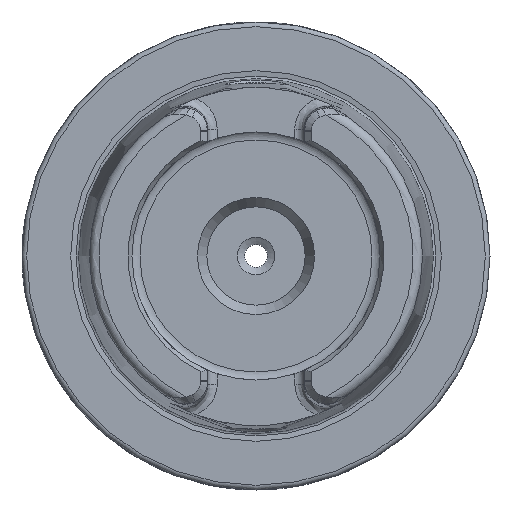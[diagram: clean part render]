
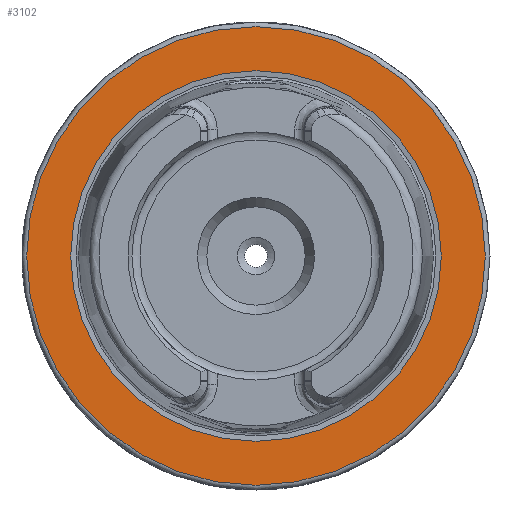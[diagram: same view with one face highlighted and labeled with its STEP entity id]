
A CAD part, left-side view. The second image highlights one B-rep face of the part: STEP entity #3102.
In plain terms, the highlighted planar face has unit normal (-1, 0, 0).
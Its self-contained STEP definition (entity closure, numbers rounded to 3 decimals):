
#101=FACE_BOUND('',#686,.T.);
#287=PLANE('',#3397);
#503=FACE_OUTER_BOUND('',#685,.T.);
#685=EDGE_LOOP('',(#2891,#2892));
#686=EDGE_LOOP('',(#2893,#2894));
#1166=CIRCLE('',#3395,39.587);
#1167=CIRCLE('',#3396,39.587);
#1168=CIRCLE('',#3398,49.);
#1169=CIRCLE('',#3399,49.);
#1487=VERTEX_POINT('',#8503);
#1488=VERTEX_POINT('',#8505);
#1489=VERTEX_POINT('',#8509);
#1490=VERTEX_POINT('',#8510);
#1959=EDGE_CURVE('',#1488,#1487,#1166,.T.);
#1960=EDGE_CURVE('',#1487,#1488,#1167,.T.);
#1961=EDGE_CURVE('',#1489,#1490,#1168,.T.);
#1962=EDGE_CURVE('',#1490,#1489,#1169,.T.);
#2891=ORIENTED_EDGE('',*,*,#1961,.F.);
#2892=ORIENTED_EDGE('',*,*,#1962,.F.);
#2893=ORIENTED_EDGE('',*,*,#1959,.T.);
#2894=ORIENTED_EDGE('',*,*,#1960,.T.);
#3102=ADVANCED_FACE('',(#503,#101),#287,.T.);
#3395=AXIS2_PLACEMENT_3D('',#8506,#4109,#4110);
#3396=AXIS2_PLACEMENT_3D('',#8507,#4111,#4112);
#3397=AXIS2_PLACEMENT_3D('',#8508,#4113,#4114);
#3398=AXIS2_PLACEMENT_3D('',#8511,#4115,#4116);
#3399=AXIS2_PLACEMENT_3D('',#8512,#4117,#4118);
#4109=DIRECTION('center_axis',(1.,0.,0.));
#4110=DIRECTION('ref_axis',(0.,0.,-1.));
#4111=DIRECTION('center_axis',(1.,0.,0.));
#4112=DIRECTION('ref_axis',(0.,0.,-1.));
#4113=DIRECTION('center_axis',(-1.,0.,0.));
#4114=DIRECTION('ref_axis',(0.,0.,1.));
#4115=DIRECTION('center_axis',(1.,0.,0.));
#4116=DIRECTION('ref_axis',(0.,0.,-1.));
#4117=DIRECTION('center_axis',(1.,0.,0.));
#4118=DIRECTION('ref_axis',(0.,0.,-1.));
#8503=CARTESIAN_POINT('',(0.,-39.587,0.));
#8505=CARTESIAN_POINT('',(0.,39.587,0.));
#8506=CARTESIAN_POINT('Origin',(0.,0.,0.));
#8507=CARTESIAN_POINT('Origin',(0.,0.,0.));
#8508=CARTESIAN_POINT('Origin',(0.,49.,
0.));
#8509=CARTESIAN_POINT('',(0.,49.,0.));
#8510=CARTESIAN_POINT('',(0.,0.,49.));
#8511=CARTESIAN_POINT('Origin',(0.,0.,0.));
#8512=CARTESIAN_POINT('Origin',(0.,0.,0.));
